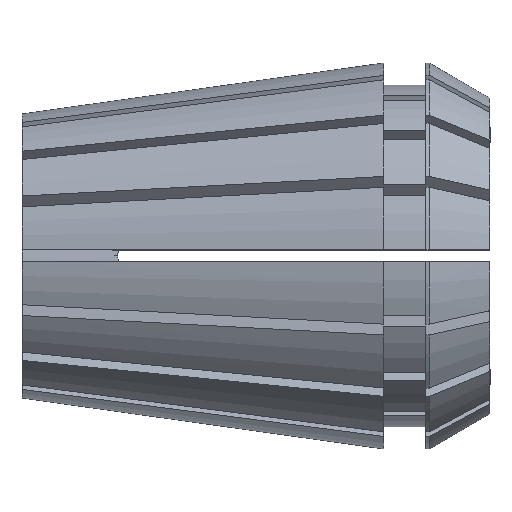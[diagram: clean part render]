
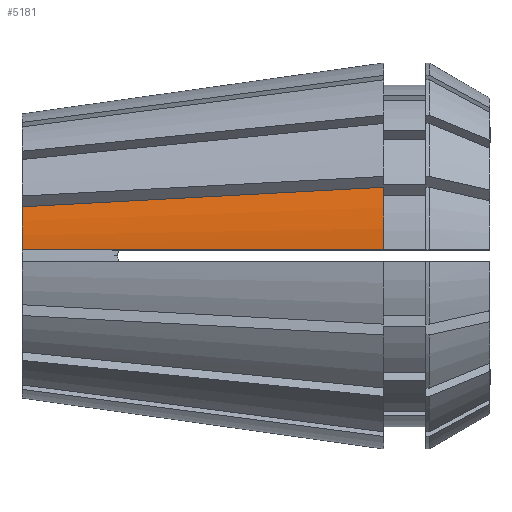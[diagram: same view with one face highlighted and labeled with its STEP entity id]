
A CAD part, top view. The second image highlights one B-rep face of the part: STEP entity #5181.
In plain terms, the highlighted conical face has half-angle 8 degrees and reference radius 16.5 mm.
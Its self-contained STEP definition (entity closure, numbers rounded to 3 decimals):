
#25 = CARTESIAN_POINT ( 'NONE',  ( 29.311, 0.5, 16.269 ) ) ;
#236 = DIRECTION ( 'NONE',  ( -1., 0., 0. ) ) ;
#390 = AXIS2_PLACEMENT_3D ( 'NONE', #2021, #236, #3350 ) ;
#401 = CARTESIAN_POINT ( 'NONE',  ( 4.015, 0.5, 12.712 ) ) ;
#547 = EDGE_CURVE ( 'NONE', #3372, #5463, #1229, .T. ) ;
#759 = CIRCLE ( 'NONE', #2811, 12.158 ) ;
#889 = CARTESIAN_POINT ( 'NONE',  ( 2.677, 0.5, 12.524 ) ) ;
#931 = CARTESIAN_POINT ( 'NONE',  ( 18.76, 0.5, 14.786 ) ) ;
#970 = CARTESIAN_POINT ( 'NONE',  ( 30.9, 5.85, 15.429 ) ) ;
#1229 = B_SPLINE_CURVE_WITH_KNOTS ( 'NONE', 3,
 ( #2666, #25, #5381, #3160, #931, #4456, #401, #889, #1760, #2205 ),
 .UNSPECIFIED., .F., .F.,
 ( 4, 3, 3, 4 ),
 ( 0.06, 0.064, 0.087, 0.091 ),
 .UNSPECIFIED. ) ;
#1365 = AXIS2_PLACEMENT_3D ( 'NONE', #3041, #4342, #1650 ) ;
#1378 = DIRECTION ( 'NONE',  ( 0., 0., 1. ) ) ;
#1530 = CARTESIAN_POINT ( 'NONE',  ( 14.091, 4.945, 13.245 ) ) ;
#1555 = CARTESIAN_POINT ( 'NONE',  ( 27.645, 5.674, 15.006 ) ) ;
#1650 = DIRECTION ( 'NONE',  ( 0., 0., -1. ) ) ;
#1755 = FACE_OUTER_BOUND ( 'NONE', #4783, .T. ) ;
#1760 = CARTESIAN_POINT ( 'NONE',  ( 1.338, 0.5, 12.336 ) ) ;
#1948 = CIRCLE ( 'NONE', #390, 16.5 ) ;
#1957 = CARTESIAN_POINT ( 'NONE',  ( 21.136, 5.324, 14.16 ) ) ;
#1981 = CARTESIAN_POINT ( 'NONE',  ( 24.391, 5.499, 14.583 ) ) ;
#2015 = CARTESIAN_POINT ( 'NONE',  ( 30.9, 5.85, 15.429 ) ) ;
#2021 = CARTESIAN_POINT ( 'NONE',  ( 30.9, 0., 0. ) ) ;
#2146 = EDGE_CURVE ( 'NONE', #5463, #4937, #759, .T. ) ;
#2205 = CARTESIAN_POINT ( 'NONE',  ( 0., 0.5, 12.147 ) ) ;
#2666 = CARTESIAN_POINT ( 'NONE',  ( 30.9, 0.5, 16.493 ) ) ;
#2693 = B_SPLINE_CURVE_WITH_KNOTS ( 'NONE', 3,
 ( #4660, #2873, #1530, #1957, #1981, #1555, #2015 ),
 .UNSPECIFIED., .F., .F.,
 ( 4, 3, 4 ),
 ( 0., 0.021, 0.031 ),
 .UNSPECIFIED. ) ;
#2811 = AXIS2_PLACEMENT_3D ( 'NONE', #3611, #4079, #1378 ) ;
#2873 = CARTESIAN_POINT ( 'NONE',  ( 7.045, 4.566, 12.33 ) ) ;
#3041 = CARTESIAN_POINT ( 'NONE',  ( 30.9, 0., 0. ) ) ;
#3160 = CARTESIAN_POINT ( 'NONE',  ( 26.133, 0.5, 15.822 ) ) ;
#3275 = VERTEX_POINT ( 'NONE', #970 ) ;
#3350 = DIRECTION ( 'NONE',  ( 0., 0., 1. ) ) ;
#3372 = VERTEX_POINT ( 'NONE', #4171 ) ;
#3611 = CARTESIAN_POINT ( 'NONE',  ( 0., 0., 0. ) ) ;
#3723 = CARTESIAN_POINT ( 'NONE',  ( 0., 4.187, 11.414 ) ) ;
#3739 = CARTESIAN_POINT ( 'NONE',  ( 0., 0.5, 12.147 ) ) ;
#4079 = DIRECTION ( 'NONE',  ( -1., 0., 0. ) ) ;
#4083 = CONICAL_SURFACE ( 'NONE', #1365, 16.5, 0.14 ) ;
#4171 = CARTESIAN_POINT ( 'NONE',  ( 30.9, 0.5, 16.493 ) ) ;
#4217 = ORIENTED_EDGE ( 'NONE', *, *, #5601, .T. ) ;
#4342 = DIRECTION ( 'NONE',  ( 1., 0., 0. ) ) ;
#4456 = CARTESIAN_POINT ( 'NONE',  ( 11.388, 0.5, 13.749 ) ) ;
#4468 = EDGE_CURVE ( 'NONE', #4937, #3275, #2693, .T. ) ;
#4660 = CARTESIAN_POINT ( 'NONE',  ( 0., 4.187, 11.414 ) ) ;
#4783 = EDGE_LOOP ( 'NONE', ( #5362, #5024, #5056, #4217 ) ) ;
#4937 = VERTEX_POINT ( 'NONE', #3723 ) ;
#5024 = ORIENTED_EDGE ( 'NONE', *, *, #2146, .F. ) ;
#5056 = ORIENTED_EDGE ( 'NONE', *, *, #547, .F. ) ;
#5181 = ADVANCED_FACE ( 'NONE', ( #1755 ), #4083, .T. ) ;
#5362 = ORIENTED_EDGE ( 'NONE', *, *, #4468, .F. ) ;
#5381 = CARTESIAN_POINT ( 'NONE',  ( 27.722, 0.5, 16.046 ) ) ;
#5463 = VERTEX_POINT ( 'NONE', #3739 ) ;
#5601 = EDGE_CURVE ( 'NONE', #3372, #3275, #1948, .T. ) ;
